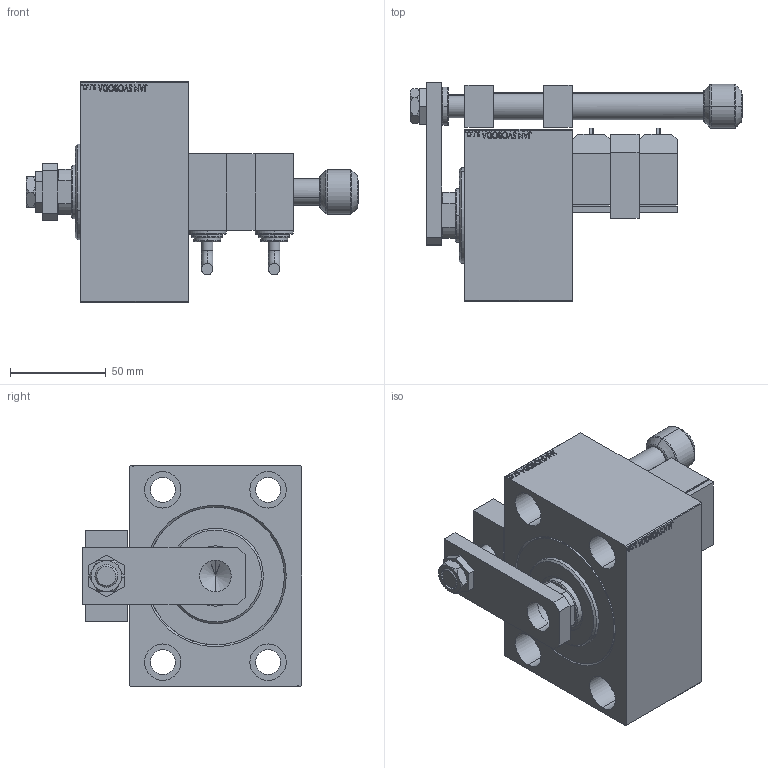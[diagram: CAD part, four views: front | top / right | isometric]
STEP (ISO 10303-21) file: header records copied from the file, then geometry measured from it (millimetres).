
FILE_DESCRIPTION (( 'STEP AP203' ), '1' );
FILE_NAME ('55b1.STEP', '2021-11-02T02:03:22', ( '' ), ( '' ), 'SwSTEP 2.0', 'SolidWorks 2019', '' );
FILE_SCHEMA (( 'CONFIG_CONTROL_DESIGN' ));
Length unit declared in the file: millimetre
Products named in the file (13): NUT_D19_P b0ff6a4eda242f79d4c8ae1f98234940; V450CM_C_VCP b0ff6a4eda242f79d4c8ae1f98234940; 55b1; SWITCH P b0ff6a4eda242f79d4c8ae1f98234940; TYC_P b0ff6a4eda242f79d4c8ae1f98234940; MIDDLE b0ff6a4eda242f79d4c8ae1f98234940; V450CM_VC_B b0ff6a4eda242f79d4c8ae1f98234940; V450CM_C b0ff6a4eda242f79d4c8ae1f98234940; KROUZEK_PRO_TYC b0ff6a4eda242f79d4c8ae1f98234940; ZARAZKA_P b0ff6a4eda242f79d4c8ae1f98234940; SWITCH_P_FRONT_BACK b0ff6a4eda242f79d4c8ae1f98234940; SWITCH DIM W_B b0ff6a4eda242f79d4c8ae1f98234940; NUT_D16 b0ff6a4eda242f79d4c8ae1f98234940
Assembly tree (14 placements, depth 2):
  55b1
    V450CM_C b0ff6a4eda242f79d4c8ae1f98234940
    V450CM_C_VCP b0ff6a4eda242f79d4c8ae1f98234940
    V450CM_VC_B b0ff6a4eda242f79d4c8ae1f98234940
    SWITCH DIM W_B b0ff6a4eda242f79d4c8ae1f98234940
    SWITCH P b0ff6a4eda242f79d4c8ae1f98234940  x2
    SWITCH_P_FRONT_BACK b0ff6a4eda242f79d4c8ae1f98234940  x2
    TYC_P b0ff6a4eda242f79d4c8ae1f98234940
    ZARAZKA_P b0ff6a4eda242f79d4c8ae1f98234940
    KROUZEK_PRO_TYC b0ff6a4eda242f79d4c8ae1f98234940
    MIDDLE b0ff6a4eda242f79d4c8ae1f98234940
    NUT_D16 b0ff6a4eda242f79d4c8ae1f98234940
    NUT_D19_P b0ff6a4eda242f79d4c8ae1f98234940
Bounding box: 173.5 x 114.5 x 115 mm (x, y, z)
Volume: 676221.2 mm3; surface area: 142208.2 mm2
Topology: 14 solids, 14 shells, 1078 faces, 2693 edges, 1770 vertices
Faces by surface type: plane 519, bspline 380, cylinder 110, cone 37, torus 32
Entity records: 49303 total; most frequent: CARTESIAN_POINT 25940, ORIENTED_EDGE 5086, DIRECTION 3322, EDGE_CURVE 2543, VERTEX_POINT 1674, LINE 1474, VECTOR 1474, EDGE_LOOP 1163
